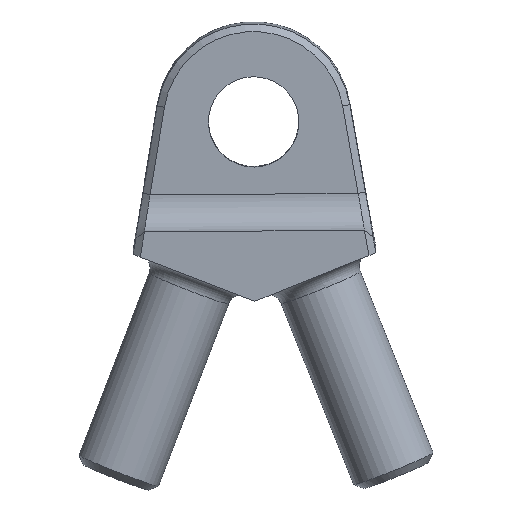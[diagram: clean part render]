
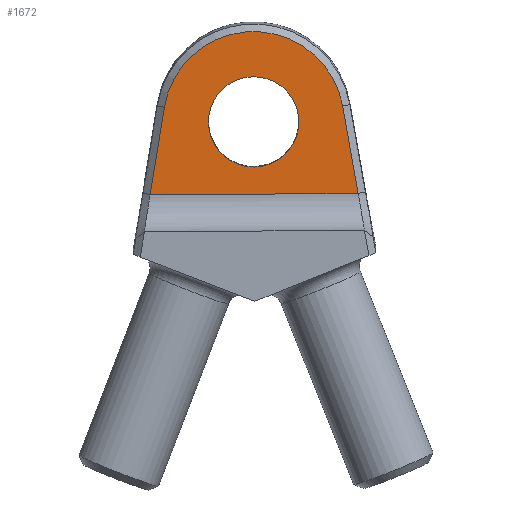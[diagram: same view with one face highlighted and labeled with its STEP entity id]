
A CAD part, top view. The second image highlights one B-rep face of the part: STEP entity #1672.
In plain terms, the highlighted planar face has unit normal (0, -0.054, 0.999).
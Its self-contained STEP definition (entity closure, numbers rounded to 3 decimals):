
#804=CARTESIAN_POINT('Line Origine',(-10.03,563.677,149.249)) ;
#808=CARTESIAN_POINT('Vertex',(4.345,563.778,149.255)) ;
#810=CARTESIAN_POINT('Vertex',(-24.405,563.576,149.244)) ;
#1330=CARTESIAN_POINT('Vertex',(2.209,575.837,149.913)) ;
#1334=CARTESIAN_POINT('Control Point',(2.209,575.837,149.913)) ;
#1335=CARTESIAN_POINT('Control Point',(2.352,575.031,149.868)) ;
#1336=CARTESIAN_POINT('Control Point',(2.494,574.226,149.825)) ;
#1337=CARTESIAN_POINT('Control Point',(2.637,573.42,149.781)) ;
#1338=CARTESIAN_POINT('Control Point',(2.922,571.809,149.693)) ;
#1339=CARTESIAN_POINT('Control Point',(3.208,570.198,149.605)) ;
#1340=CARTESIAN_POINT('Control Point',(3.351,569.393,149.561)) ;
#1341=CARTESIAN_POINT('Control Point',(3.548,568.28,149.501)) ;
#1342=CARTESIAN_POINT('Control Point',(3.745,567.167,149.44)) ;
#1343=CARTESIAN_POINT('Control Point',(3.799,566.859,149.423)) ;
#1344=CARTESIAN_POINT('Control Point',(3.906,566.256,149.39)) ;
#1345=CARTESIAN_POINT('Control Point',(4.013,565.653,149.357)) ;
#1346=CARTESIAN_POINT('Control Point',(4.065,565.358,149.341)) ;
#1347=CARTESIAN_POINT('Control Point',(4.153,564.865,149.314)) ;
#1348=CARTESIAN_POINT('Control Point',(4.24,564.371,149.287)) ;
#1349=CARTESIAN_POINT('Control Point',(4.275,564.174,149.277)) ;
#1350=CARTESIAN_POINT('Control Point',(4.31,563.976,149.266)) ;
#1351=CARTESIAN_POINT('Control Point',(4.345,563.778,149.255)) ;
#1631=CARTESIAN_POINT('Axis2P3D Location',(-10.03,563.677,149.249)) ;
#1636=CARTESIAN_POINT('Axis2P3D Location',(-10.1,573.662,149.794)) ;
#1640=CARTESIAN_POINT('Vertex',(-22.438,575.664,149.903)) ;
#1643=CARTESIAN_POINT('Line Origine',(-23.421,569.62,149.574)) ;
#1654=CARTESIAN_POINT('Axis2P3D Location',(-10.1,573.662,149.794)) ;
#1658=CARTESIAN_POINT('Vertex',(-15.585,576.654,149.957)) ;
#1660=CARTESIAN_POINT('Vertex',(-4.615,570.67,149.631)) ;
#1663=CARTESIAN_POINT('Axis2P3D Location',(-10.1,573.662,149.794)) ;
#805=DIRECTION('Vector Direction',(1.,0.007,0.)) ;
#1632=DIRECTION('Axis2P3D Direction',(0.,-0.054,0.999)) ;
#1633=DIRECTION('Axis2P3D XDirection',(-0.007,0.998,0.054)) ;
#1637=DIRECTION('Axis2P3D Direction',(0.,-0.054,0.999)) ;
#1644=DIRECTION('Vector Direction',(-0.16,-0.986,-0.054)) ;
#1655=DIRECTION('Axis2P3D Direction',(0.,-0.054,0.999)) ;
#1664=DIRECTION('Axis2P3D Direction',(0.,-0.054,0.999)) ;
#1634=AXIS2_PLACEMENT_3D('Plane Axis2P3D',#1631,#1632,#1633) ;
#1638=AXIS2_PLACEMENT_3D('Circle Axis2P3D',#1636,#1637,$) ;
#1656=AXIS2_PLACEMENT_3D('Circle Axis2P3D',#1654,#1655,$) ;
#1665=AXIS2_PLACEMENT_3D('Circle Axis2P3D',#1663,#1664,$) ;
#1649=ORIENTED_EDGE('',*,*,#812,.F.) ;
#1650=ORIENTED_EDGE('',*,*,#1352,.F.) ;
#1651=ORIENTED_EDGE('',*,*,#1642,.F.) ;
#1652=ORIENTED_EDGE('',*,*,#1647,.F.) ;
#1669=ORIENTED_EDGE('',*,*,#1662,.F.) ;
#1670=ORIENTED_EDGE('',*,*,#1667,.F.) ;
#1671=FACE_BOUND('',#1668,.T.) ;
#806=VECTOR('Line Direction',#805,1.) ;
#1645=VECTOR('Line Direction',#1644,1.) ;
#1672=ADVANCED_FACE('Corps principal',(#1653,#1671),#1635,.T.) ;
#1333=B_SPLINE_CURVE_WITH_KNOTS('',5,(#1334,#1335,#1336,#1337,#1338,#1339,#1340,#1341,#1342,#1343,#1344,#1345,#1346,#1347,#1348,#1349,#1350,#1351),.UNSPECIFIED.,.F.,.U.,(6,3,3,3,3,6),(16.339,20.435,24.532,26.095,27.598,28.603),.UNSPECIFIED.) ;
#1639=CIRCLE('generated circle',#1638,12.5) ;
#1657=CIRCLE('generated circle',#1656,6.25) ;
#1666=CIRCLE('generated circle',#1665,6.25) ;
#812=EDGE_CURVE('',#809,#811,#807,.F.) ;
#1352=EDGE_CURVE('',#1331,#809,#1333,.T.) ;
#1642=EDGE_CURVE('',#1641,#1331,#1639,.F.) ;
#1647=EDGE_CURVE('',#811,#1641,#1646,.F.) ;
#1662=EDGE_CURVE('',#1659,#1661,#1657,.T.) ;
#1667=EDGE_CURVE('',#1661,#1659,#1666,.T.) ;
#1648=EDGE_LOOP('',(#1649,#1650,#1651,#1652)) ;
#1668=EDGE_LOOP('',(#1669,#1670)) ;
#1653=FACE_OUTER_BOUND('',#1648,.T.) ;
#807=LINE('Line',#804,#806) ;
#1646=LINE('Line',#1643,#1645) ;
#1635=PLANE('Plane',#1634) ;
#809=VERTEX_POINT('',#808) ;
#811=VERTEX_POINT('',#810) ;
#1331=VERTEX_POINT('',#1330) ;
#1641=VERTEX_POINT('',#1640) ;
#1659=VERTEX_POINT('',#1658) ;
#1661=VERTEX_POINT('',#1660) ;
